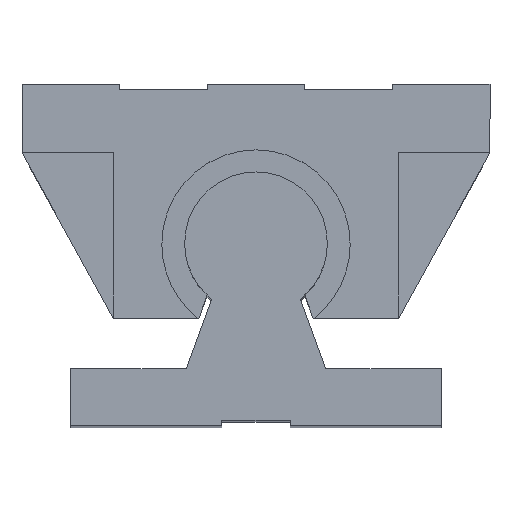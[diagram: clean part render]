
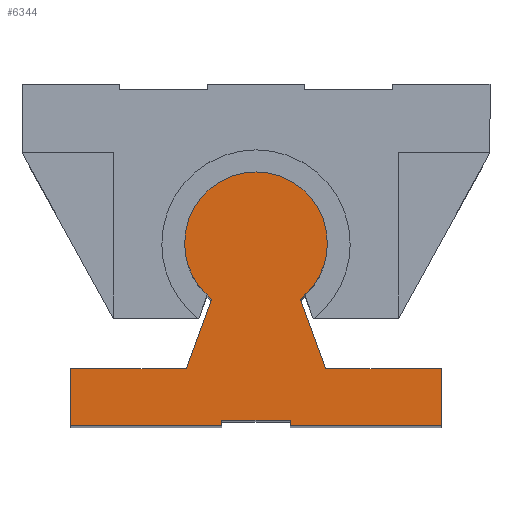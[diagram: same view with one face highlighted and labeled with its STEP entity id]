
A CAD part, top view. The second image highlights one B-rep face of the part: STEP entity #6344.
In plain terms, the highlighted planar face has unit normal (0, 0, 1).
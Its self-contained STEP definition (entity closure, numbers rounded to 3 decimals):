
#17 = DIRECTION ( 'NONE',  ( -1., 0., 0. ) ) ;
#204 = DIRECTION ( 'NONE',  ( 0., 0., -1. ) ) ;
#280 = PLANE ( 'NONE',  #2281 ) ;
#289 = EDGE_CURVE ( 'NONE', #13754, #1137, #8691, .T. ) ;
#309 = CIRCLE ( 'NONE', #2431, 12.5 ) ;
#579 = VECTOR ( 'NONE', #17, 1000. ) ;
#759 = VERTEX_POINT ( 'NONE', #8270 ) ;
#1016 = ORIENTED_EDGE ( 'NONE', *, *, #13878, .T. ) ;
#1060 = EDGE_CURVE ( 'NONE', #6179, #12198, #309, .T. ) ;
#1125 = CARTESIAN_POINT ( 'NONE',  ( -12.5, -28.03, 110. ) ) ;
#1137 = VERTEX_POINT ( 'NONE', #13390 ) ;
#1174 = ORIENTED_EDGE ( 'NONE', *, *, #11734, .T. ) ;
#1850 = CARTESIAN_POINT ( 'NONE',  ( -7.777, -37.816, 110. ) ) ;
#2078 = EDGE_CURVE ( 'NONE', #11967, #13754, #11363, .T. ) ;
#2100 = ORIENTED_EDGE ( 'NONE', *, *, #6211, .T. ) ;
#2279 = AXIS2_PLACEMENT_3D ( 'NONE', #6173, #7491, #9988 ) ;
#2281 = AXIS2_PLACEMENT_3D ( 'NONE', #3922, #204, #7551 ) ;
#2431 = AXIS2_PLACEMENT_3D ( 'NONE', #14618, #3484, #14708 ) ;
#2479 = CARTESIAN_POINT ( 'NONE',  ( -6., -59., 110. ) ) ;
#2525 = CARTESIAN_POINT ( 'NONE',  ( -12.212, -50., 110. ) ) ;
#2615 = EDGE_CURVE ( 'NONE', #12198, #13835, #6786, .T. ) ;
#2722 = DIRECTION ( 'NONE',  ( 0., 1., 0. ) ) ;
#2760 = CARTESIAN_POINT ( 'NONE',  ( 6., -60., 110. ) ) ;
#2815 = ORIENTED_EDGE ( 'NONE', *, *, #289, .T. ) ;
#2846 = FACE_OUTER_BOUND ( 'NONE', #13702, .T. ) ;
#3071 = CIRCLE ( 'NONE', #14132, 12.5 ) ;
#3484 = DIRECTION ( 'NONE',  ( 0., 0., 1. ) ) ;
#3792 = ORIENTED_EDGE ( 'NONE', *, *, #13482, .T. ) ;
#3832 = CARTESIAN_POINT ( 'NONE',  ( 6., -59., 110. ) ) ;
#3922 = CARTESIAN_POINT ( 'NONE',  ( 0., -28.03, 110. ) ) ;
#4017 = DIRECTION ( 'NONE',  ( 1., 0., 0. ) ) ;
#4271 = CARTESIAN_POINT ( 'NONE',  ( 6., -59., 110. ) ) ;
#4275 = ORIENTED_EDGE ( 'NONE', *, *, #14555, .T. ) ;
#4421 = CARTESIAN_POINT ( 'NONE',  ( -6., -59., 110. ) ) ;
#5233 = EDGE_CURVE ( 'NONE', #1137, #5480, #11541, .T. ) ;
#5256 = LINE ( 'NONE', #14089, #8880 ) ;
#5452 = VECTOR ( 'NONE', #11858, 1000. ) ;
#5480 = VERTEX_POINT ( 'NONE', #7464 ) ;
#5482 = LINE ( 'NONE', #15640, #11244 ) ;
#5656 = LINE ( 'NONE', #4271, #5452 ) ;
#5747 = VERTEX_POINT ( 'NONE', #11476 ) ;
#5782 = LINE ( 'NONE', #10817, #13335 ) ;
#5860 = CARTESIAN_POINT ( 'NONE',  ( -32.5, -60., 110. ) ) ;
#6148 = DIRECTION ( 'NONE',  ( 0., 0., 1. ) ) ;
#6173 = CARTESIAN_POINT ( 'NONE',  ( 0., -28.03, 110. ) ) ;
#6179 = VERTEX_POINT ( 'NONE', #1125 ) ;
#6211 = EDGE_CURVE ( 'NONE', #5480, #15461, #3071, .T. ) ;
#6227 = DIRECTION ( 'NONE',  ( -1., 0., 0. ) ) ;
#6344 = ADVANCED_FACE ( 'NONE', ( #2846 ), #280, .F. ) ;
#6487 = CIRCLE ( 'NONE', #2279, 12.5 ) ;
#6786 = LINE ( 'NONE', #1850, #9085 ) ;
#7040 = VECTOR ( 'NONE', #4017, 1000. ) ;
#7387 = CARTESIAN_POINT ( 'NONE',  ( 0., -28.03, 110. ) ) ;
#7464 = CARTESIAN_POINT ( 'NONE',  ( 7.777, -37.816, 110. ) ) ;
#7491 = DIRECTION ( 'NONE',  ( 0., 0., 1. ) ) ;
#7525 = CARTESIAN_POINT ( 'NONE',  ( 32.5, -50., 110. ) ) ;
#7551 = DIRECTION ( 'NONE',  ( -1., 0., 0. ) ) ;
#7772 = ORIENTED_EDGE ( 'NONE', *, *, #1060, .T. ) ;
#7886 = CARTESIAN_POINT ( 'NONE',  ( -32.5, -60., 110. ) ) ;
#7993 = ORIENTED_EDGE ( 'NONE', *, *, #12792, .T. ) ;
#8270 = CARTESIAN_POINT ( 'NONE',  ( -6., -60., 110. ) ) ;
#8509 = ORIENTED_EDGE ( 'NONE', *, *, #11214, .T. ) ;
#8539 = EDGE_CURVE ( 'NONE', #9792, #11967, #11517, .T. ) ;
#8556 = VECTOR ( 'NONE', #8730, 1000. ) ;
#8691 = LINE ( 'NONE', #7525, #579 ) ;
#8730 = DIRECTION ( 'NONE',  ( 0., 1., 0. ) ) ;
#8828 = DIRECTION ( 'NONE',  ( -0.342, 0.94, 0. ) ) ;
#8880 = VECTOR ( 'NONE', #16346, 1000. ) ;
#8913 = CARTESIAN_POINT ( 'NONE',  ( 7.777, -37.816, 110. ) ) ;
#9085 = VECTOR ( 'NONE', #9274, 1000. ) ;
#9274 = DIRECTION ( 'NONE',  ( -0.342, -0.94, 0. ) ) ;
#9634 = VECTOR ( 'NONE', #8828, 1000. ) ;
#9792 = VERTEX_POINT ( 'NONE', #2760 ) ;
#9988 = DIRECTION ( 'NONE',  ( -1., 0., 0. ) ) ;
#10204 = CARTESIAN_POINT ( 'NONE',  ( 32.5, -50., 110. ) ) ;
#10304 = VERTEX_POINT ( 'NONE', #3832 ) ;
#10387 = ORIENTED_EDGE ( 'NONE', *, *, #15090, .T. ) ;
#10455 = CARTESIAN_POINT ( 'NONE',  ( 6., -60., 110. ) ) ;
#10817 = CARTESIAN_POINT ( 'NONE',  ( 6., -59., 110. ) ) ;
#10878 = ORIENTED_EDGE ( 'NONE', *, *, #2615, .T. ) ;
#11070 = ORIENTED_EDGE ( 'NONE', *, *, #2078, .T. ) ;
#11136 = ORIENTED_EDGE ( 'NONE', *, *, #8539, .T. ) ;
#11202 = CARTESIAN_POINT ( 'NONE',  ( 32.5, -60., 110. ) ) ;
#11214 = EDGE_CURVE ( 'NONE', #5747, #16158, #13465, .T. ) ;
#11244 = VECTOR ( 'NONE', #11840, 1000. ) ;
#11363 = LINE ( 'NONE', #11202, #8556 ) ;
#11476 = CARTESIAN_POINT ( 'NONE',  ( -32.5, -50., 110. ) ) ;
#11517 = LINE ( 'NONE', #10455, #7040 ) ;
#11541 = LINE ( 'NONE', #8913, #9634 ) ;
#11544 = LINE ( 'NONE', #2479, #12587 ) ;
#11734 = EDGE_CURVE ( 'NONE', #10304, #9792, #5782, .T. ) ;
#11840 = DIRECTION ( 'NONE',  ( 1., 0., 0. ) ) ;
#11858 = DIRECTION ( 'NONE',  ( 1., 0., 0. ) ) ;
#11967 = VERTEX_POINT ( 'NONE', #12116 ) ;
#12116 = CARTESIAN_POINT ( 'NONE',  ( 32.5, -60., 110. ) ) ;
#12198 = VERTEX_POINT ( 'NONE', #14748 ) ;
#12215 = DIRECTION ( 'NONE',  ( 0., -1., 0. ) ) ;
#12587 = VECTOR ( 'NONE', #2722, 1000. ) ;
#12792 = EDGE_CURVE ( 'NONE', #15461, #6179, #6487, .T. ) ;
#13335 = VECTOR ( 'NONE', #16199, 1000. ) ;
#13390 = CARTESIAN_POINT ( 'NONE',  ( 12.212, -50., 110. ) ) ;
#13465 = LINE ( 'NONE', #5860, #14917 ) ;
#13482 = EDGE_CURVE ( 'NONE', #13835, #5747, #5256, .T. ) ;
#13666 = ORIENTED_EDGE ( 'NONE', *, *, #5233, .T. ) ;
#13702 = EDGE_LOOP ( 'NONE', ( #2100, #7993, #7772, #10878, #3792, #8509, #1016, #10387, #4275, #1174, #11136, #11070, #2815, #13666 ) ) ;
#13754 = VERTEX_POINT ( 'NONE', #10204 ) ;
#13835 = VERTEX_POINT ( 'NONE', #2525 ) ;
#13848 = CARTESIAN_POINT ( 'NONE',  ( 12.5, -28.03, 110. ) ) ;
#13878 = EDGE_CURVE ( 'NONE', #16158, #759, #5482, .T. ) ;
#14089 = CARTESIAN_POINT ( 'NONE',  ( -32.5, -50., 110. ) ) ;
#14132 = AXIS2_PLACEMENT_3D ( 'NONE', #7387, #6148, #6227 ) ;
#14555 = EDGE_CURVE ( 'NONE', #16285, #10304, #5656, .T. ) ;
#14618 = CARTESIAN_POINT ( 'NONE',  ( 0., -28.03, 110. ) ) ;
#14708 = DIRECTION ( 'NONE',  ( -1., 0., 0. ) ) ;
#14748 = CARTESIAN_POINT ( 'NONE',  ( -7.777, -37.816, 110. ) ) ;
#14917 = VECTOR ( 'NONE', #12215, 1000. ) ;
#15090 = EDGE_CURVE ( 'NONE', #759, #16285, #11544, .T. ) ;
#15461 = VERTEX_POINT ( 'NONE', #13848 ) ;
#15640 = CARTESIAN_POINT ( 'NONE',  ( -6., -60., 110. ) ) ;
#16158 = VERTEX_POINT ( 'NONE', #7886 ) ;
#16199 = DIRECTION ( 'NONE',  ( 0., -1., 0. ) ) ;
#16285 = VERTEX_POINT ( 'NONE', #4421 ) ;
#16346 = DIRECTION ( 'NONE',  ( -1., 0., 0. ) ) ;
